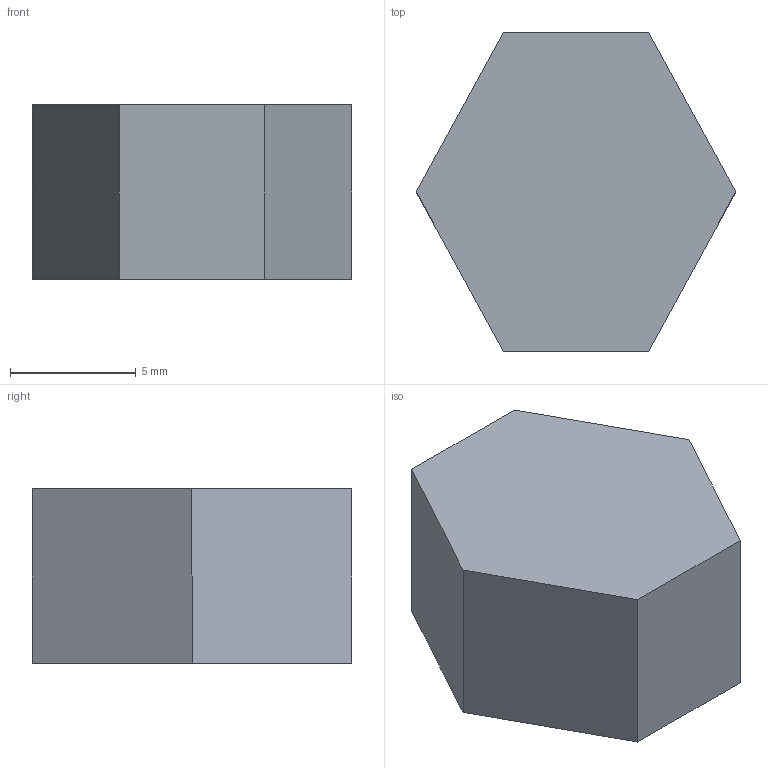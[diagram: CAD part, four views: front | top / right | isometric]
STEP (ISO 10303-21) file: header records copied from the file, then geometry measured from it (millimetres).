
FILE_DESCRIPTION (( 'STEP AP214' ), '1' );
FILE_NAME ('OptoSensorMount.STEP', '2016-09-24T16:23:35', ( '' ), ( '' ), 'SwSTEP 2.0', 'SolidWorks 2014', '' );
FILE_SCHEMA (( 'AUTOMOTIVE_DESIGN' ));
Length unit declared in the file: metre
Products named in the file (1): OptoSensorMount
Bounding box: 12.7 x 12.7 x 6.93 mm (x, y, z)
Volume: 791.8 mm3; surface area: 547.3 mm2
Topology: 1 solids, 1 shells, 12 faces, 28 edges, 17 vertices
Faces by surface type: plane 8, cylinder 2, cone 2
Entity records: 360 total; most frequent: DIRECTION 56, CARTESIAN_POINT 56, ORIENTED_EDGE 52, EDGE_CURVE 26, LINE 22, VECTOR 22, VERTEX_POINT 17, AXIS2_PLACEMENT_3D 17
